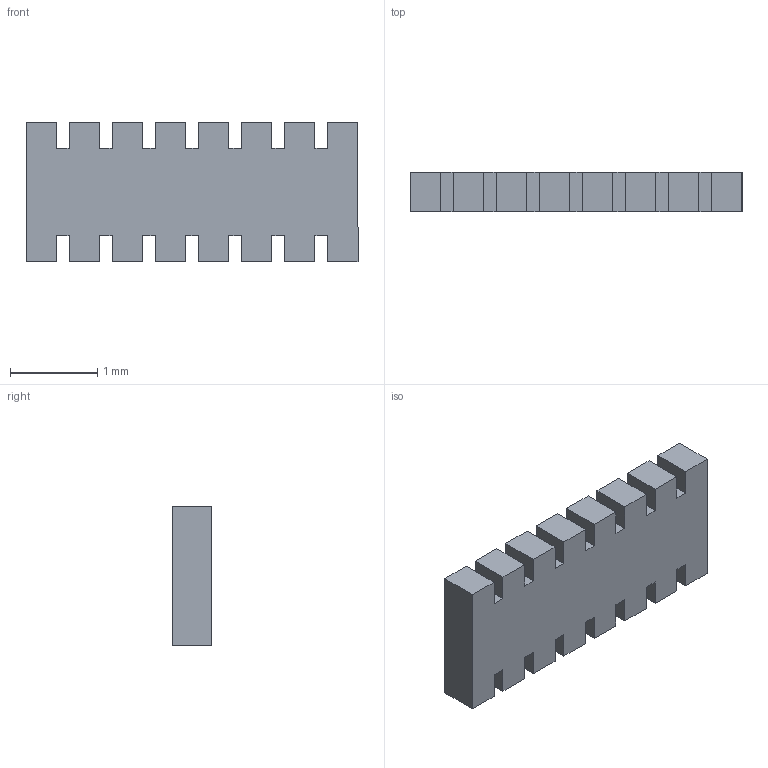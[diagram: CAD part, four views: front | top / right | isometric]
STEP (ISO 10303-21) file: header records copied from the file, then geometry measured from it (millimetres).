
FILE_DESCRIPTION (( 'STEP AP214' ), '1' );
FILE_NAME ('RESISTOR ARRAY.STEP', '2018-09-24T20:28:56', ( '' ), ( '' ), 'SwSTEP 2.0', 'SolidWorks 2015', '' );
FILE_SCHEMA (( 'AUTOMOTIVE_DESIGN' ));
Length unit declared in the file: millimetre
Products named in the file (1): RESISTOR ARRAY
Bounding box: 3.8 x 0.45 x 1.6 mm (x, y, z)
Volume: 2.5 mm3; surface area: 19.6 mm2
Topology: 1 solids, 1 shells, 62 faces, 180 edges, 120 vertices
Faces by surface type: plane 62
Entity records: 2720 total; most frequent: CARTESIAN_POINT 363, ORIENTED_EDGE 360, DIRECTION 306, LINE 180, VECTOR 180, EDGE_CURVE 180, VERTEX_POINT 120, UNCERTAINTY_MEASURE_WITH_UNIT 65
